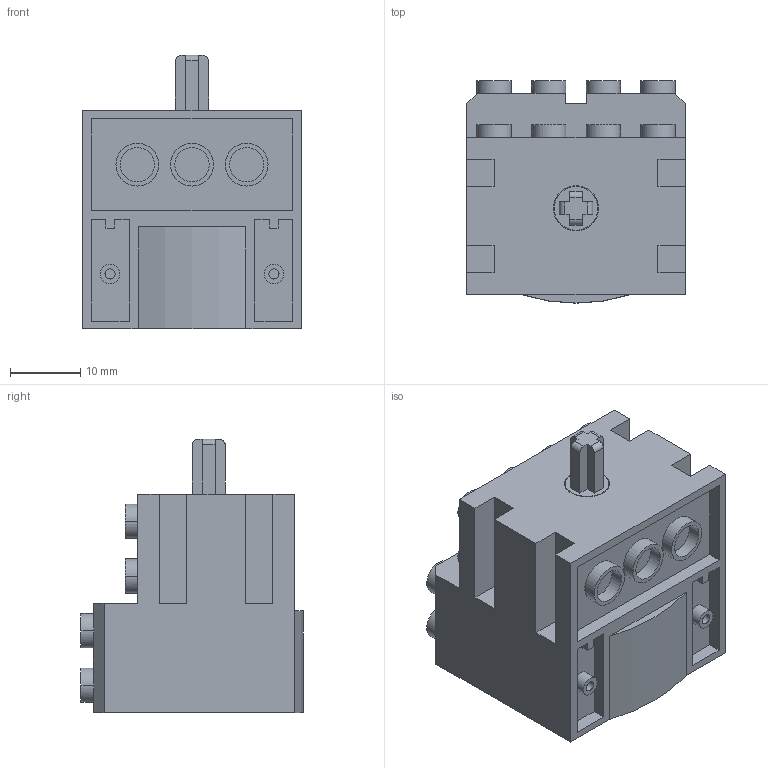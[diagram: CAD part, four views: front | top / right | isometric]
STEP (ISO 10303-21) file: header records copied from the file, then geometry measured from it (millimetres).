
FILE_DESCRIPTION((''),'1');
FILE_NAME('MOTOR','2000-08-24T',('ujkopena'),(''),'PRO/ENGINEER BY PARAMETRIC TECHNOLOGY CORPORATION, 1999390','PRO/ENGINEER BY PARAMETRIC TECHNOLOGY CORPORATION, 1999390','');
FILE_SCHEMA(('CONFIG_CONTROL_DESIGN'));
Length unit declared in the file: metre
Products named in the file (1): MOTOR
Bounding box: 31.2 x 31.72 x 39 mm (x, y, z)
Volume: 23465.4 mm3; surface area: 7741.4 mm2
Topology: 1 solids, 1 shells, 210 faces, 522 edges, 348 vertices
Faces by surface type: plane 125, cylinder 85
Entity records: 6339 total; most frequent: CARTESIAN_POINT 1145, DIRECTION 1096, ORIENTED_EDGE 1044, EDGE_CURVE 522, AXIS2_PLACEMENT_3D 388, VERTEX_POINT 348, VECTOR 320, LINE 320
